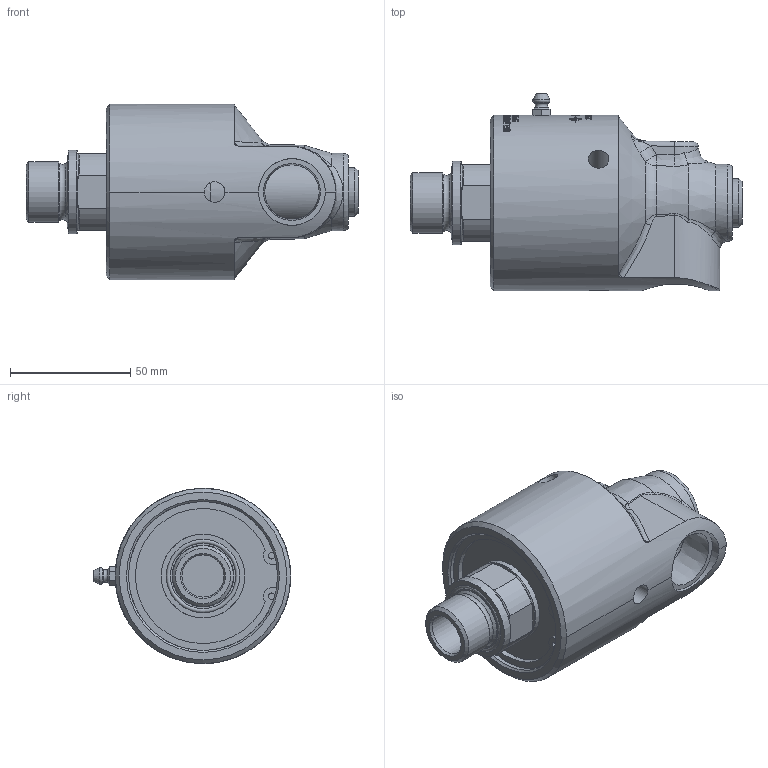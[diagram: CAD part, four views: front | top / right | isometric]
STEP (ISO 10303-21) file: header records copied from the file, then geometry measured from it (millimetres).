
FILE_DESCRIPTION(/* description */ ('UNION, MONOFLOW, 3/4 NPT 1/2 NPT PORTS, 1 -14 UNS RH ROTOR','CAx-IF Rec.Pracs.---Representation and Presentation of Product Manufacturing Information (PMI)---4.0---2014-10-13'),/* implementation_level */ '2;1');
FILE_NAME(/* name */ '257-050-135-IC.stp',/* time_stamp */ '2021-04-01T16:02:22-05:00',/* author */ ('mikar'),/* organization */ ('DEUBLIN'),/* preprocessor_version */ 'ST-DEVELOPER v18',/* originating_system */ 'Autodesk Inventor 2020',/* authorisation */ '');
FILE_SCHEMA (('AP242_MANAGED_MODEL_BASED_3D_ENGINEERING_MIM_LF { 1 0 10303 442 1 1 4 }'));
Products named in the file (1): 257-050-135-IC
Bounding box: 138.22 x 82.13 x 73 mm (x, y, z)
Volume: 311128.6 mm3; surface area: 38443.2 mm2
Topology: 1 solids, 2 shells, 1021 faces, 2765 edges, 1833 vertices
Faces by surface type: bspline 549, plane 308, cylinder 119, cone 34, torus 9, sphere 2
Full cylindrical faces by diameter (mm): 2.794 x2, 8.6 x3, 17.5 x1, 22.631 x1, 25.356 x1, 27.11 x1, 27.8 x1, 30.55 x2, 34.8 x2, 62.05 x1
Entity records: 56344 total; most frequent: CARTESIAN_POINT 33694, ORIENTED_EDGE 5526, DIRECTION 3069, EDGE_CURVE 2763, VERTEX_POINT 1833, B_SPLINE_CURVE_WITH_KNOTS 1142, EDGE_LOOP 1111, LINE 1073
